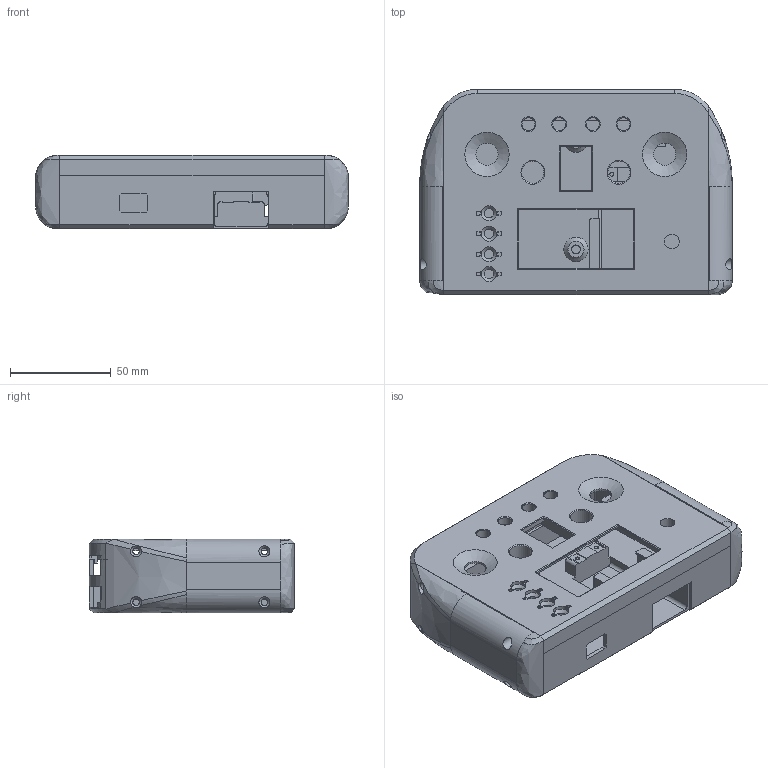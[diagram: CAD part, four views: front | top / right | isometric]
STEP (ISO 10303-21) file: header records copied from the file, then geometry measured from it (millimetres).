
FILE_DESCRIPTION(/* description */ (''),/* implementation_level */ '2;1');
FILE_NAME(/* name */ 'Aluminum Version V3 (STEP).step',/* time_stamp */ '2024-10-23T22:18:08-04:00',/* author */ (''),/* organization */ (''),/* preprocessor_version */ 'ST-DEVELOPER v20',/* originating_system */ 'Autodesk Translation Framework v13.20.0.188',/* authorisation */ '');
FILE_SCHEMA (('AUTOMOTIVE_DESIGN { 1 0 10303 214 3 1 1 }'));
Length unit declared in the file: millimetre
Products named in the file (4): Aluminum Version; Front; Back; Handles
Assembly tree (3 placements, depth 2):
  Aluminum Version
    Front
    Back
    Handles
Bounding box: 155.35 x 101.86 x 36.64 mm (x, y, z)
Volume: 243247 mm3; surface area: 105167 mm2
Topology: 4 solids, 4 shells, 741 faces, 2122 edges, 1396 vertices
Faces by surface type: plane 476, cylinder 213, cone 30, bspline 22
Full cylindrical faces by diameter (mm): 1.75 x8, 2 x2, 3.2 x8, 4.4 x10, 4.7 x4, 5.5 x8, 6.5 x4, 7.3 x1, 7.5 x4, 8 x2, 10.6 x1, 11 x4, 16 x2, 17 x1
Entity records: 25794 total; most frequent: CARTESIAN_POINT 5814, ORIENTED_EDGE 4228, DIRECTION 4076, EDGE_CURVE 2114, LINE 1524, VECTOR 1524, VERTEX_POINT 1396, AXIS2_PLACEMENT_3D 1276
